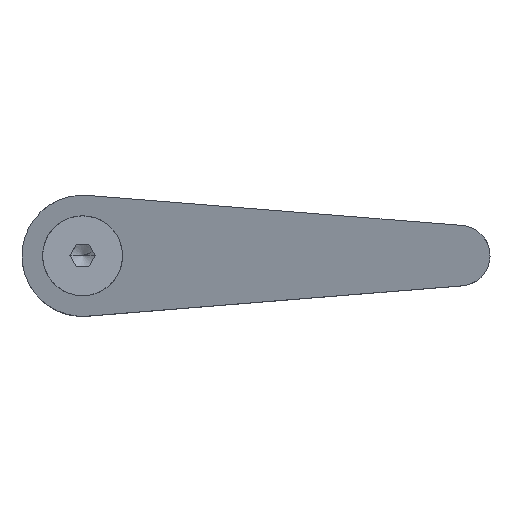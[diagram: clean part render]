
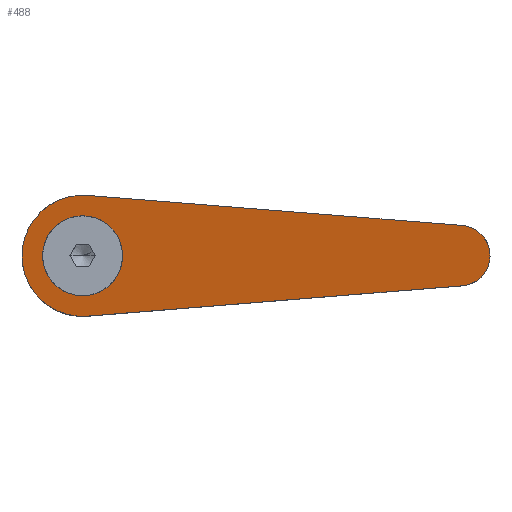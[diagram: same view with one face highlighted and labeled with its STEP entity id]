
A CAD part, top view. The second image highlights one B-rep face of the part: STEP entity #488.
In plain terms, the highlighted planar face has unit normal (-0.259, 0, 0.966).
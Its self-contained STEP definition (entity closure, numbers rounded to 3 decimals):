
#212=EDGE_CURVE('',#352,#480,#561,.T.);
#218=EDGE_CURVE('',#404,#516,#568,.T.);
#228=VERTEX_POINT('',#578);
#256=EDGE_CURVE('',#516,#426,#609,.T.);
#308=VERTEX_POINT('',#668);
#334=EDGE_CURVE('',#480,#228,#699,.T.);
#352=VERTEX_POINT('',#719);
#404=VERTEX_POINT('',#774);
#426=VERTEX_POINT('',#799);
#468=EDGE_CURVE('',#308,#508,#848,.T.);
#474=EDGE_CURVE('',#228,#308,#856,.T.);
#480=VERTEX_POINT('',#863);
#488=ADVANCED_FACE('',(#871,#872),#873,.F.);
#504=EDGE_CURVE('',#508,#352,#891,.T.);
#506=EDGE_CURVE('',#426,#404,#893,.T.);
#508=VERTEX_POINT('',#895);
#516=VERTEX_POINT('',#903);
#561=ELLIPSE('',#947,11.389,11.0);
#568=ELLIPSE('',#957,7.506,7.25);
#578=CARTESIAN_POINT('',(0.883,-10.964,96.087));
#609=ELLIPSE('',#1016,7.506,7.25);
#668=CARTESIAN_POINT('',(68.942,-5.482,114.34));
#699=ELLIPSE('',#1148,11.389,11.0);
#719=CARTESIAN_POINT('',(0.883,10.964,96.087));
#774=CARTESIAN_POINT('',(0.,-7.25,95.85));
#799=CARTESIAN_POINT('',(-0.793,7.207,95.638));
#848=ELLIPSE('',#1387,5.694,5.5);
#856=LINE('',#1397,#1398);
#863=CARTESIAN_POINT('',(-11.0,0.,92.9));
#871=FACE_OUTER_BOUND('',#1419,.T.);
#872=FACE_BOUND('',#1420,.T.);
#873=PLANE('',#1421);
#891=LINE('',#1453,#1454);
#893=ELLIPSE('',#1457,7.506,7.25);
#895=CARTESIAN_POINT('',(68.942,5.482,114.34));
#903=CARTESIAN_POINT('',(0.,7.25,95.85));
#947=AXIS2_PLACEMENT_3D('',#1500,#1501,#1502);
#957=AXIS2_PLACEMENT_3D('',#1512,#1513,#1514);
#1016=AXIS2_PLACEMENT_3D('',#1548,#1549,#1550);
#1148=AXIS2_PLACEMENT_3D('',#1665,#1666,#1667);
#1387=AXIS2_PLACEMENT_3D('',#1835,#1836,#1837);
#1397=CARTESIAN_POINT('',(71.308,-5.292,114.975));
#1398=VECTOR('',#1849,1.0);
#1419=EDGE_LOOP('',(#1862,#1863,#1864,#1865,#1866));
#1420=EDGE_LOOP('',(#1867,#1868,#1869));
#1421=AXIS2_PLACEMENT_3D('',#1870,#1871,#1872);
#1453=CARTESIAN_POINT('',(39.549,7.85,106.457));
#1454=VECTOR('',#1893,1.0);
#1457=AXIS2_PLACEMENT_3D('',#1894,#1895,#1896);
#1500=CARTESIAN_POINT('',(0.,0.,95.85));
#1501=DIRECTION('',(-0.259,0.,0.966));
#1502=DIRECTION('',(-0.966,0.,-0.259));
#1512=CARTESIAN_POINT('',(0.,0.,95.85));
#1513=DIRECTION('',(-0.259,0.,0.966));
#1514=DIRECTION('',(-0.966,0.0,-0.259));
#1548=CARTESIAN_POINT('',(0.,0.,95.85));
#1549=DIRECTION('',(-0.259,0.,0.966));
#1550=DIRECTION('',(-0.966,0.0,-0.259));
#1665=CARTESIAN_POINT('',(0.,0.,95.85));
#1666=DIRECTION('',(-0.259,0.,0.966));
#1667=DIRECTION('',(-0.966,0.,-0.259));
#1835=CARTESIAN_POINT('',(68.5,0.0,114.222));
#1836=DIRECTION('',(-0.259,0.,0.966));
#1837=DIRECTION('',(0.966,0.,0.259));
#1849=DIRECTION('',(0.963,0.078,0.258));
#1862=ORIENTED_EDGE('',*,*,#212,.T.);
#1863=ORIENTED_EDGE('',*,*,#334,.T.);
#1864=ORIENTED_EDGE('',*,*,#474,.T.);
#1865=ORIENTED_EDGE('',*,*,#468,.T.);
#1866=ORIENTED_EDGE('',*,*,#504,.T.);
#1867=ORIENTED_EDGE('',*,*,#506,.F.);
#1868=ORIENTED_EDGE('',*,*,#256,.F.);
#1869=ORIENTED_EDGE('',*,*,#218,.F.);
#1870=CARTESIAN_POINT('',(32.975,0.,104.694));
#1871=DIRECTION('',(0.259,0.,-0.966));
#1872=DIRECTION('',(0.25,0.966,0.067));
#1893=DIRECTION('',(-0.963,0.078,-0.258));
#1894=CARTESIAN_POINT('',(0.,0.,95.85));
#1895=DIRECTION('',(-0.259,0.,0.966));
#1896=DIRECTION('',(-0.966,0.0,-0.259));
